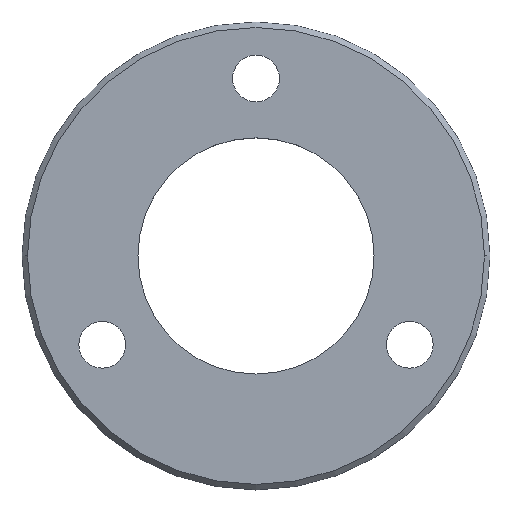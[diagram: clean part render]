
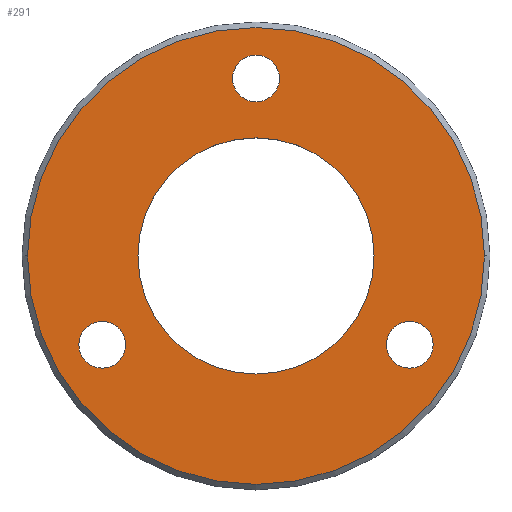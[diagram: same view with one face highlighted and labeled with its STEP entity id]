
A CAD part, top view. The second image highlights one B-rep face of the part: STEP entity #291.
In plain terms, the highlighted planar face has unit normal (0, 0, 1).
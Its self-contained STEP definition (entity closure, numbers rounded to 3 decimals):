
#7 = EDGE_CURVE ( 'NONE', #452, #207, #392, .T. ) ;
#15 = DIRECTION ( 'NONE',  ( 1., 0., 0. ) ) ;
#19 = DIRECTION ( 'NONE',  ( 1., 0., 0. ) ) ;
#20 = EDGE_CURVE ( 'NONE', #207, #452, #216, .T. ) ;
#21 = FACE_OUTER_BOUND ( 'NONE', #197, .T. ) ;
#36 = CARTESIAN_POINT ( 'NONE',  ( -32.179, -16.125, 6. ) ) ;
#39 = ORIENTED_EDGE ( 'NONE', *, *, #20, .T. ) ;
#62 = AXIS2_PLACEMENT_3D ( 'NONE', #113, #399, #71 ) ;
#63 = VERTEX_POINT ( 'NONE', #509 ) ;
#66 = FACE_BOUND ( 'NONE', #253, .T. ) ;
#71 = DIRECTION ( 'NONE',  ( 1., 0., 0. ) ) ;
#72 = AXIS2_PLACEMENT_3D ( 'NONE', #203, #447, #246 ) ;
#76 = ORIENTED_EDGE ( 'NONE', *, *, #93, .F. ) ;
#81 = CARTESIAN_POINT ( 'NONE',  ( 21.45, 0., 6. ) ) ;
#85 = AXIS2_PLACEMENT_3D ( 'NONE', #218, #262, #19 ) ;
#93 = EDGE_CURVE ( 'NONE', #167, #460, #492, .T. ) ;
#106 = ORIENTED_EDGE ( 'NONE', *, *, #7, .T. ) ;
#107 = DIRECTION ( 'NONE',  ( 1., 0., 0. ) ) ;
#109 = EDGE_CURVE ( 'NONE', #115, #225, #165, .T. ) ;
#113 = CARTESIAN_POINT ( 'NONE',  ( 0., 0., 6. ) ) ;
#115 = VERTEX_POINT ( 'NONE', #81 ) ;
#119 = AXIS2_PLACEMENT_3D ( 'NONE', #151, #432, #191 ) ;
#121 = CARTESIAN_POINT ( 'NONE',  ( 0., 0., 6. ) ) ;
#126 = ORIENTED_EDGE ( 'NONE', *, *, #145, .F. ) ;
#131 = VERTEX_POINT ( 'NONE', #483 ) ;
#139 = AXIS2_PLACEMENT_3D ( 'NONE', #376, #379, #15 ) ;
#140 = PLANE ( 'NONE',  #453 ) ;
#143 = VERTEX_POINT ( 'NONE', #446 ) ;
#145 = EDGE_CURVE ( 'NONE', #131, #63, #459, .T. ) ;
#151 = CARTESIAN_POINT ( 'NONE',  ( -27.929, -16.125, 6. ) ) ;
#165 = CIRCLE ( 'NONE', #366, 21.45 ) ;
#167 = VERTEX_POINT ( 'NONE', #200 ) ;
#175 = EDGE_CURVE ( 'NONE', #63, #131, #355, .T. ) ;
#180 = FACE_BOUND ( 'NONE', #325, .T. ) ;
#190 = DIRECTION ( 'NONE',  ( 0., 0., 1. ) ) ;
#191 = DIRECTION ( 'NONE',  ( 1., 0., 0. ) ) ;
#192 = CARTESIAN_POINT ( 'NONE',  ( -27.929, -16.125, 6. ) ) ;
#193 = CIRCLE ( 'NONE', #322, 4.25 ) ;
#197 = EDGE_LOOP ( 'NONE', ( #106, #39 ) ) ;
#200 = CARTESIAN_POINT ( 'NONE',  ( -23.679, -16.125, 6. ) ) ;
#203 = CARTESIAN_POINT ( 'NONE',  ( 0., 32.25, 6. ) ) ;
#207 = VERTEX_POINT ( 'NONE', #414 ) ;
#213 = CARTESIAN_POINT ( 'NONE',  ( 27.929, -16.125, 6. ) ) ;
#215 = CARTESIAN_POINT ( 'NONE',  ( -21.45, 0., 6. ) ) ;
#216 = CIRCLE ( 'NONE', #62, 41.5 ) ;
#218 = CARTESIAN_POINT ( 'NONE',  ( 27.929, -16.125, 6. ) ) ;
#225 = VERTEX_POINT ( 'NONE', #215 ) ;
#226 = EDGE_CURVE ( 'NONE', #482, #143, #500, .T. ) ;
#240 = EDGE_CURVE ( 'NONE', #143, #482, #471, .T. ) ;
#246 = DIRECTION ( 'NONE',  ( 1., 0., 0. ) ) ;
#253 = EDGE_LOOP ( 'NONE', ( #270, #444 ) ) ;
#262 = DIRECTION ( 'NONE',  ( 0., 0., 1. ) ) ;
#264 = FACE_BOUND ( 'NONE', #330, .T. ) ;
#270 = ORIENTED_EDGE ( 'NONE', *, *, #240, .F. ) ;
#279 = AXIS2_PLACEMENT_3D ( 'NONE', #469, #502, #437 ) ;
#285 = DIRECTION ( 'NONE',  ( 1., 0., 0. ) ) ;
#291 = ADVANCED_FACE ( 'NONE', ( #21, #66, #264, #371, #180 ), #140, .T. ) ;
#300 = ORIENTED_EDGE ( 'NONE', *, *, #462, .F. ) ;
#308 = CARTESIAN_POINT ( 'NONE',  ( 0., 0., 6. ) ) ;
#313 = DIRECTION ( 'NONE',  ( 0., 0., 1. ) ) ;
#322 = AXIS2_PLACEMENT_3D ( 'NONE', #192, #511, #441 ) ;
#325 = EDGE_LOOP ( 'NONE', ( #507, #76 ) ) ;
#330 = EDGE_LOOP ( 'NONE', ( #300, #395 ) ) ;
#347 = CIRCLE ( 'NONE', #448, 21.45 ) ;
#355 = CIRCLE ( 'NONE', #139, 4.25 ) ;
#358 = DIRECTION ( 'NONE',  ( 1., 0., 0. ) ) ;
#366 = AXIS2_PLACEMENT_3D ( 'NONE', #121, #401, #285 ) ;
#371 = FACE_BOUND ( 'NONE', #428, .T. ) ;
#376 = CARTESIAN_POINT ( 'NONE',  ( 0., 32.25, 6. ) ) ;
#379 = DIRECTION ( 'NONE',  ( 0., 0., 1. ) ) ;
#382 = ORIENTED_EDGE ( 'NONE', *, *, #175, .F. ) ;
#392 = CIRCLE ( 'NONE', #279, 41.5 ) ;
#395 = ORIENTED_EDGE ( 'NONE', *, *, #109, .F. ) ;
#399 = DIRECTION ( 'NONE',  ( 0., 0., 1. ) ) ;
#400 = CARTESIAN_POINT ( 'NONE',  ( -41.5, 0., 6. ) ) ;
#401 = DIRECTION ( 'NONE',  ( 0., 0., 1. ) ) ;
#414 = CARTESIAN_POINT ( 'NONE',  ( 41.5, 0., 6. ) ) ;
#419 = AXIS2_PLACEMENT_3D ( 'NONE', #213, #496, #107 ) ;
#426 = CARTESIAN_POINT ( 'NONE',  ( 0., 0., 6. ) ) ;
#427 = DIRECTION ( 'NONE',  ( 1., 0., 0. ) ) ;
#428 = EDGE_LOOP ( 'NONE', ( #126, #382 ) ) ;
#432 = DIRECTION ( 'NONE',  ( 0., 0., 1. ) ) ;
#437 = DIRECTION ( 'NONE',  ( 1., 0., 0. ) ) ;
#441 = DIRECTION ( 'NONE',  ( 1., 0., 0. ) ) ;
#444 = ORIENTED_EDGE ( 'NONE', *, *, #226, .F. ) ;
#445 = CARTESIAN_POINT ( 'NONE',  ( 32.179, -16.125, 6. ) ) ;
#446 = CARTESIAN_POINT ( 'NONE',  ( 23.679, -16.125, 6. ) ) ;
#447 = DIRECTION ( 'NONE',  ( 0., 0., 1. ) ) ;
#448 = AXIS2_PLACEMENT_3D ( 'NONE', #308, #313, #358 ) ;
#452 = VERTEX_POINT ( 'NONE', #400 ) ;
#453 = AXIS2_PLACEMENT_3D ( 'NONE', #426, #190, #427 ) ;
#459 = CIRCLE ( 'NONE', #72, 4.25 ) ;
#460 = VERTEX_POINT ( 'NONE', #36 ) ;
#462 = EDGE_CURVE ( 'NONE', #225, #115, #347, .T. ) ;
#469 = CARTESIAN_POINT ( 'NONE',  ( 0., 0., 6. ) ) ;
#471 = CIRCLE ( 'NONE', #419, 4.25 ) ;
#482 = VERTEX_POINT ( 'NONE', #445 ) ;
#483 = CARTESIAN_POINT ( 'NONE',  ( -4.25, 32.25, 6. ) ) ;
#492 = CIRCLE ( 'NONE', #119, 4.25 ) ;
#496 = DIRECTION ( 'NONE',  ( 0., 0., 1. ) ) ;
#500 = CIRCLE ( 'NONE', #85, 4.25 ) ;
#502 = DIRECTION ( 'NONE',  ( 0., 0., 1. ) ) ;
#507 = ORIENTED_EDGE ( 'NONE', *, *, #521, .F. ) ;
#509 = CARTESIAN_POINT ( 'NONE',  ( 4.25, 32.25, 6. ) ) ;
#511 = DIRECTION ( 'NONE',  ( 0., 0., 1. ) ) ;
#521 = EDGE_CURVE ( 'NONE', #460, #167, #193, .T. ) ;
